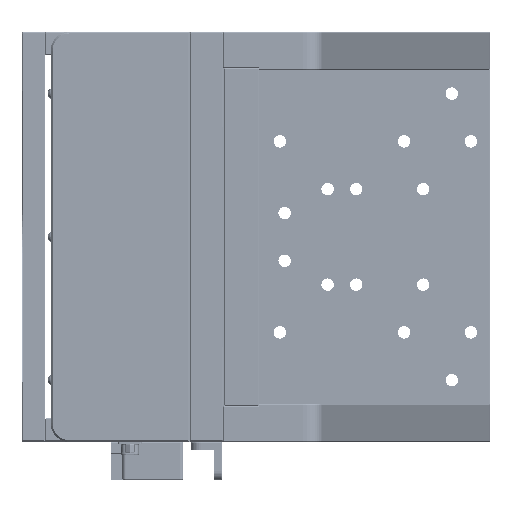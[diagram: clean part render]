
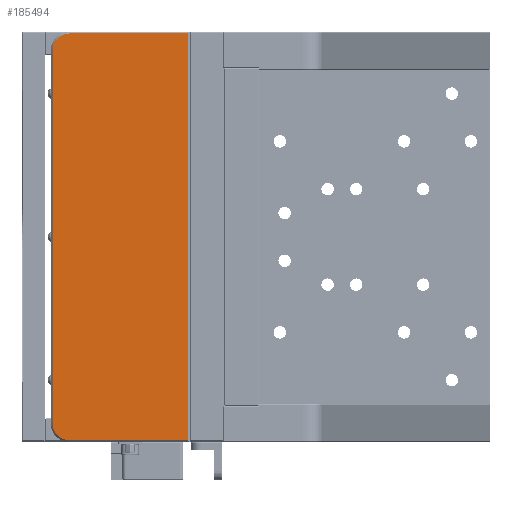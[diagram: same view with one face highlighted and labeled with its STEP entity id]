
A CAD part, left-side view. The second image highlights one B-rep face of the part: STEP entity #185494.
In plain terms, the highlighted planar face has unit normal (-1, 0, 0).
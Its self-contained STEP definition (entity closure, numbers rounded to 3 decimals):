
#2364 = CARTESIAN_POINT ( 'NONE',  ( -264.512, 18., -1. ) ) ;
#12947 = VECTOR ( 'NONE', #80864, 1000. ) ;
#13612 = VERTEX_POINT ( 'NONE', #243830 ) ;
#15101 = PLANE ( 'NONE',  #192592 ) ;
#18685 = CARTESIAN_POINT ( 'NONE',  ( -264.512, 53.5, -107.5 ) ) ;
#25177 = VERTEX_POINT ( 'NONE', #160676 ) ;
#39847 = CARTESIAN_POINT ( 'NONE',  ( -264.512, 89., -10. ) ) ;
#52135 = ORIENTED_EDGE ( 'NONE', *, *, #246079, .T. ) ;
#53393 = ORIENTED_EDGE ( 'NONE', *, *, #257247, .T. ) ;
#56156 = DIRECTION ( 'NONE',  ( 0., 0., -1. ) ) ;
#67711 = EDGE_CURVE ( 'NONE', #129506, #80452, #188294, .T. ) ;
#71871 = CARTESIAN_POINT ( 'NONE',  ( -264.512, 53.5, -214. ) ) ;
#74784 = EDGE_LOOP ( 'NONE', ( #200980, #221994, #121217, #127008, #52135, #53393 ) ) ;
#75671 = VERTEX_POINT ( 'NONE', #228281 ) ;
#76264 = CARTESIAN_POINT ( 'NONE',  ( -264.512, 80., -10. ) ) ;
#80452 = VERTEX_POINT ( 'NONE', #2364 ) ;
#80864 = DIRECTION ( 'NONE',  ( 0., 0., 1. ) ) ;
#81140 = EDGE_CURVE ( 'NONE', #25177, #129506, #213609, .T. ) ;
#97575 = VECTOR ( 'NONE', #56156, 1000. ) ;
#104210 = CARTESIAN_POINT ( 'NONE',  ( -264.512, 18., -214. ) ) ;
#111188 = EDGE_CURVE ( 'NONE', #13612, #183032, #132315, .T. ) ;
#111867 = DIRECTION ( 'NONE',  ( 0., 1., 0. ) ) ;
#112565 = DIRECTION ( 'NONE',  ( 0., 0., 1. ) ) ;
#113665 = DIRECTION ( 'NONE',  ( 0., -1., 0. ) ) ;
#116989 = CARTESIAN_POINT ( 'NONE',  ( -264.512, 80., -205. ) ) ;
#121217 = ORIENTED_EDGE ( 'NONE', *, *, #177077, .T. ) ;
#127008 = ORIENTED_EDGE ( 'NONE', *, *, #111188, .T. ) ;
#129506 = VERTEX_POINT ( 'NONE', #104210 ) ;
#132315 = CIRCLE ( 'NONE', #256328, 9. ) ;
#136975 = DIRECTION ( 'NONE',  ( 0., 0., 1. ) ) ;
#158118 = CARTESIAN_POINT ( 'NONE',  ( -264.512, 18., -107.5 ) ) ;
#159584 = CARTESIAN_POINT ( 'NONE',  ( -264.512, 89., -107.5 ) ) ;
#160676 = CARTESIAN_POINT ( 'NONE',  ( -264.512, 80., -214. ) ) ;
#162022 = CIRCLE ( 'NONE', #186081, 9. ) ;
#171113 = VECTOR ( 'NONE', #111867, 1000. ) ;
#173583 = CARTESIAN_POINT ( 'NONE',  ( -264.512, 53.5, -1. ) ) ;
#177077 = EDGE_CURVE ( 'NONE', #80452, #13612, #242575, .T. ) ;
#183032 = VERTEX_POINT ( 'NONE', #39847 ) ;
#184847 = DIRECTION ( 'NONE',  ( 0., 0., 1. ) ) ;
#185494 = ADVANCED_FACE ( 'NONE', ( #223436 ), #15101, .F. ) ;
#186081 = AXIS2_PLACEMENT_3D ( 'NONE', #116989, #238689, #136975 ) ;
#188294 = LINE ( 'NONE', #158118, #12947 ) ;
#190904 = VECTOR ( 'NONE', #113665, 1000. ) ;
#192592 = AXIS2_PLACEMENT_3D ( 'NONE', #18685, #247535, #184847 ) ;
#200980 = ORIENTED_EDGE ( 'NONE', *, *, #81140, .T. ) ;
#204907 = LINE ( 'NONE', #159584, #97575 ) ;
#213609 = LINE ( 'NONE', #71871, #190904 ) ;
#221994 = ORIENTED_EDGE ( 'NONE', *, *, #67711, .T. ) ;
#223436 = FACE_OUTER_BOUND ( 'NONE', #74784, .T. ) ;
#228281 = CARTESIAN_POINT ( 'NONE',  ( -264.512, 89., -205. ) ) ;
#238689 = DIRECTION ( 'NONE',  ( -1., 0., 0. ) ) ;
#242575 = LINE ( 'NONE', #173583, #171113 ) ;
#243830 = CARTESIAN_POINT ( 'NONE',  ( -264.512, 80., -1. ) ) ;
#246079 = EDGE_CURVE ( 'NONE', #183032, #75671, #204907, .T. ) ;
#247535 = DIRECTION ( 'NONE',  ( 1., 0., 0. ) ) ;
#256028 = DIRECTION ( 'NONE',  ( -1., 0., 0. ) ) ;
#256328 = AXIS2_PLACEMENT_3D ( 'NONE', #76264, #256028, #112565 ) ;
#257247 = EDGE_CURVE ( 'NONE', #75671, #25177, #162022, .T. ) ;
